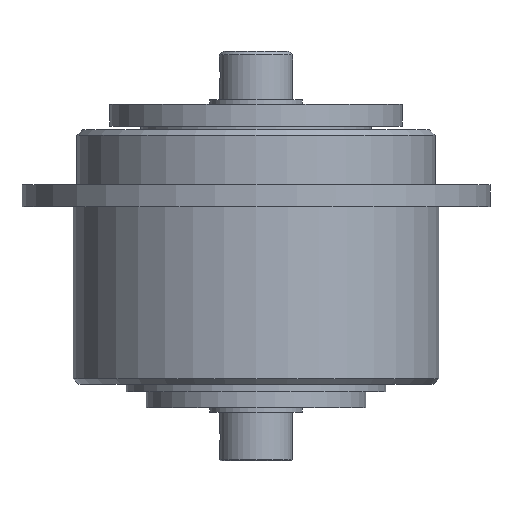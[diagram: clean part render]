
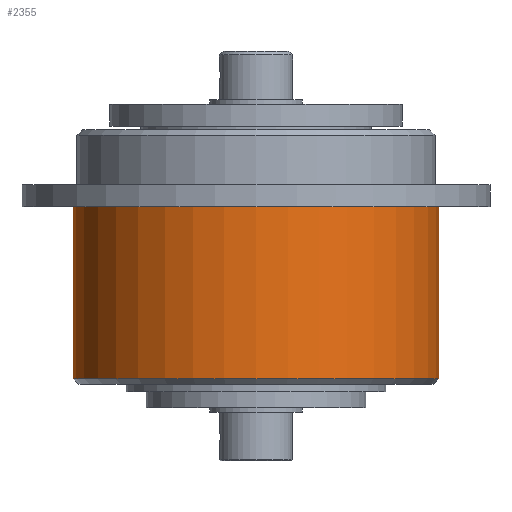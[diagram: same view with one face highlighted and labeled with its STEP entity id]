
A CAD part, front view. The second image highlights one B-rep face of the part: STEP entity #2355.
In plain terms, the highlighted cylindrical face has radius 50 mm (diameter 100 mm), a partial arc.
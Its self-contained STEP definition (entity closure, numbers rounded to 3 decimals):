
#2 = AXIS2_PLACEMENT_3D ( 'NONE', #1376, #1594, #485 ) ;
#29 = CARTESIAN_POINT ( 'NONE',  ( -50., 0., 22.4 ) ) ;
#90 = DIRECTION ( 'NONE',  ( 0., 0., -1. ) ) ;
#226 = ORIENTED_EDGE ( 'NONE', *, *, #706, .F. ) ;
#311 = ORIENTED_EDGE ( 'NONE', *, *, #663, .T. ) ;
#325 = EDGE_CURVE ( 'NONE', #2125, #1993, #941, .T. ) ;
#342 = CARTESIAN_POINT ( 'NONE',  ( 50., 0., 69.5 ) ) ;
#441 = DIRECTION ( 'NONE',  ( 1., 0., 0. ) ) ;
#485 = DIRECTION ( 'NONE',  ( -1., 0., 0. ) ) ;
#663 = EDGE_CURVE ( 'NONE', #2894, #2125, #1548, .T. ) ;
#706 = EDGE_CURVE ( 'NONE', #2894, #3013, #2343, .T. ) ;
#828 = ORIENTED_EDGE ( 'NONE', *, *, #325, .T. ) ;
#874 = FACE_OUTER_BOUND ( 'NONE', #2569, .T. ) ;
#881 = DIRECTION ( 'NONE',  ( 0., 0., 1. ) ) ;
#941 = CIRCLE ( 'NONE', #1560, 50. ) ;
#992 = DIRECTION ( 'NONE',  ( 1., 0., 0. ) ) ;
#1149 = CARTESIAN_POINT ( 'NONE',  ( 50., 0., 22.4 ) ) ;
#1371 = CYLINDRICAL_SURFACE ( 'NONE', #2, 50. ) ;
#1376 = CARTESIAN_POINT ( 'NONE',  ( 0., 0., 69.5 ) ) ;
#1416 = AXIS2_PLACEMENT_3D ( 'NONE', #2602, #1910, #441 ) ;
#1517 = CARTESIAN_POINT ( 'NONE',  ( -50., 0., 69.5 ) ) ;
#1548 = LINE ( 'NONE', #2122, #2787 ) ;
#1560 = AXIS2_PLACEMENT_3D ( 'NONE', #1666, #881, #992 ) ;
#1594 = DIRECTION ( 'NONE',  ( 0., 0., -1. ) ) ;
#1666 = CARTESIAN_POINT ( 'NONE',  ( 0., 0., 22.4 ) ) ;
#1696 = ORIENTED_EDGE ( 'NONE', *, *, #2188, .F. ) ;
#1910 = DIRECTION ( 'NONE',  ( 0., 0., 1. ) ) ;
#1993 = VERTEX_POINT ( 'NONE', #1149 ) ;
#2122 = CARTESIAN_POINT ( 'NONE',  ( -50., 0., 69.5 ) ) ;
#2125 = VERTEX_POINT ( 'NONE', #29 ) ;
#2188 = EDGE_CURVE ( 'NONE', #3013, #1993, #3075, .T. ) ;
#2226 = CARTESIAN_POINT ( 'NONE',  ( 50., 0., 69.5 ) ) ;
#2343 = CIRCLE ( 'NONE', #1416, 50. ) ;
#2355 = ADVANCED_FACE ( 'NONE', ( #874 ), #1371, .T. ) ;
#2422 = VECTOR ( 'NONE', #90, 1000. ) ;
#2569 = EDGE_LOOP ( 'NONE', ( #1696, #226, #311, #828 ) ) ;
#2602 = CARTESIAN_POINT ( 'NONE',  ( 0., 0., 69.5 ) ) ;
#2636 = DIRECTION ( 'NONE',  ( 0., 0., -1. ) ) ;
#2787 = VECTOR ( 'NONE', #2636, 1000. ) ;
#2894 = VERTEX_POINT ( 'NONE', #1517 ) ;
#3013 = VERTEX_POINT ( 'NONE', #2226 ) ;
#3075 = LINE ( 'NONE', #342, #2422 ) ;
